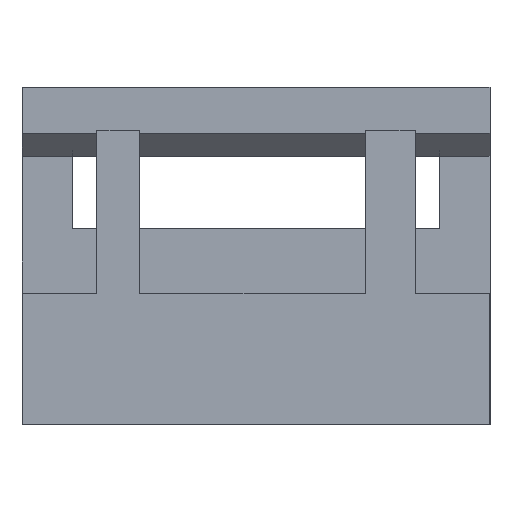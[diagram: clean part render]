
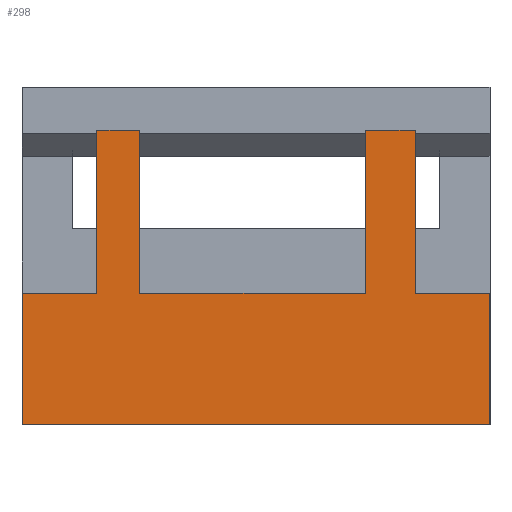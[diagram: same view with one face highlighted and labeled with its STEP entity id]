
A CAD part, left-side view. The second image highlights one B-rep face of the part: STEP entity #298.
In plain terms, the highlighted planar face has unit normal (-1, 0, 0).
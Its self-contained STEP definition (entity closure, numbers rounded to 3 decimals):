
#6 = EDGE_CURVE ( 'NONE', #218, #205, #322, .T. ) ;
#11 = VERTEX_POINT ( 'NONE', #939 ) ;
#15 = VECTOR ( 'NONE', #760, 1000. ) ;
#33 = VECTOR ( 'NONE', #1128, 1000. ) ;
#56 = CARTESIAN_POINT ( 'NONE',  ( -32.28, 8.89, 3. ) ) ;
#62 = ORIENTED_EDGE ( 'NONE', *, *, #155, .F. ) ;
#78 = DIRECTION ( 'NONE',  ( 0., 0., 1. ) ) ;
#101 = CARTESIAN_POINT ( 'NONE',  ( -32.28, 4.422, 3. ) ) ;
#110 = VECTOR ( 'NONE', #777, 1000. ) ;
#124 = CARTESIAN_POINT ( 'NONE',  ( -32.28, -8.89, -3.2 ) ) ;
#128 = VECTOR ( 'NONE', #622, 1000. ) ;
#131 = EDGE_CURVE ( 'NONE', #510, #216, #1125, .T. ) ;
#150 = CARTESIAN_POINT ( 'NONE',  ( -32.28, 6.05, -3.2 ) ) ;
#155 = EDGE_CURVE ( 'NONE', #11, #317, #430, .T. ) ;
#172 = CARTESIAN_POINT ( 'NONE',  ( -32.28, 8.89, -8.2 ) ) ;
#176 = CARTESIAN_POINT ( 'NONE',  ( -32.28, -4.158, -3.2 ) ) ;
#179 = VECTOR ( 'NONE', #522, 1000. ) ;
#191 = CARTESIAN_POINT ( 'NONE',  ( -32.28, -6.05, 3. ) ) ;
#205 = VERTEX_POINT ( 'NONE', #191 ) ;
#209 = PLANE ( 'NONE',  #789 ) ;
#210 = ORIENTED_EDGE ( 'NONE', *, *, #306, .T. ) ;
#216 = VERTEX_POINT ( 'NONE', #101 ) ;
#218 = VERTEX_POINT ( 'NONE', #701 ) ;
#220 = VECTOR ( 'NONE', #615, 1000. ) ;
#228 = VERTEX_POINT ( 'NONE', #889 ) ;
#258 = LINE ( 'NONE', #353, #33 ) ;
#259 = CARTESIAN_POINT ( 'NONE',  ( -32.28, 4.422, -3.2 ) ) ;
#275 = LINE ( 'NONE', #259, #128 ) ;
#298 = ADVANCED_FACE ( 'NONE', ( #985 ), #209, .F. ) ;
#306 = EDGE_CURVE ( 'NONE', #1110, #317, #820, .T. ) ;
#311 = CARTESIAN_POINT ( 'NONE',  ( -32.28, -8.89, -8.2 ) ) ;
#317 = VERTEX_POINT ( 'NONE', #124 ) ;
#322 = LINE ( 'NONE', #56, #551 ) ;
#333 = CARTESIAN_POINT ( 'NONE',  ( -32.28, 4.422, -12.595 ) ) ;
#353 = CARTESIAN_POINT ( 'NONE',  ( -32.28, 8.89, 3. ) ) ;
#384 = CARTESIAN_POINT ( 'NONE',  ( -32.28, -8.89, 3. ) ) ;
#398 = EDGE_LOOP ( 'NONE', ( #210, #62, #957, #692, #631, #880, #1029, #1015, #964, #829, #411, #486 ) ) ;
#402 = DIRECTION ( 'NONE',  ( 0., 0., 1. ) ) ;
#411 = ORIENTED_EDGE ( 'NONE', *, *, #915, .F. ) ;
#430 = LINE ( 'NONE', #780, #15 ) ;
#468 = LINE ( 'NONE', #814, #680 ) ;
#486 = ORIENTED_EDGE ( 'NONE', *, *, #847, .T. ) ;
#497 = VERTEX_POINT ( 'NONE', #931 ) ;
#510 = VERTEX_POINT ( 'NONE', #851 ) ;
#522 = DIRECTION ( 'NONE',  ( 0., -1., 0. ) ) ;
#526 = VERTEX_POINT ( 'NONE', #150 ) ;
#551 = VECTOR ( 'NONE', #691, 1000. ) ;
#555 = DIRECTION ( 'NONE',  ( 0., 0., 1. ) ) ;
#576 = EDGE_CURVE ( 'NONE', #510, #1061, #275, .T. ) ;
#611 = CARTESIAN_POINT ( 'NONE',  ( -32.28, 8.89, -3.2 ) ) ;
#615 = DIRECTION ( 'NONE',  ( 0., 0., 1. ) ) ;
#622 = DIRECTION ( 'NONE',  ( 0., -1., 0. ) ) ;
#631 = ORIENTED_EDGE ( 'NONE', *, *, #679, .F. ) ;
#679 = EDGE_CURVE ( 'NONE', #1061, #218, #468, .T. ) ;
#680 = VECTOR ( 'NONE', #555, 1000. ) ;
#681 = VECTOR ( 'NONE', #949, 1000. ) ;
#683 = LINE ( 'NONE', #773, #989 ) ;
#691 = DIRECTION ( 'NONE',  ( 0., -1., 0. ) ) ;
#692 = ORIENTED_EDGE ( 'NONE', *, *, #6, .F. ) ;
#697 = LINE ( 'NONE', #172, #110 ) ;
#701 = CARTESIAN_POINT ( 'NONE',  ( -32.28, -4.158, 3. ) ) ;
#703 = DIRECTION ( 'NONE',  ( 0., 0., 1. ) ) ;
#714 = VERTEX_POINT ( 'NONE', #1098 ) ;
#728 = CARTESIAN_POINT ( 'NONE',  ( -32.28, 8.89, 3. ) ) ;
#760 = DIRECTION ( 'NONE',  ( 0., -1., 0. ) ) ;
#773 = CARTESIAN_POINT ( 'NONE',  ( -32.28, -6.05, -12.595 ) ) ;
#777 = DIRECTION ( 'NONE',  ( 0., -1., 0. ) ) ;
#780 = CARTESIAN_POINT ( 'NONE',  ( -32.28, -6.05, -3.2 ) ) ;
#783 = LINE ( 'NONE', #611, #179 ) ;
#788 = VECTOR ( 'NONE', #703, 1000. ) ;
#789 = AXIS2_PLACEMENT_3D ( 'NONE', #728, #815, #918 ) ;
#802 = EDGE_CURVE ( 'NONE', #526, #714, #854, .T. ) ;
#814 = CARTESIAN_POINT ( 'NONE',  ( -32.28, -4.158, -12.595 ) ) ;
#815 = DIRECTION ( 'NONE',  ( 1., 0., 0. ) ) ;
#820 = LINE ( 'NONE', #384, #896 ) ;
#829 = ORIENTED_EDGE ( 'NONE', *, *, #912, .F. ) ;
#847 = EDGE_CURVE ( 'NONE', #228, #1110, #697, .T. ) ;
#851 = CARTESIAN_POINT ( 'NONE',  ( -32.28, 4.422, -3.2 ) ) ;
#854 = LINE ( 'NONE', #1137, #220 ) ;
#856 = EDGE_CURVE ( 'NONE', #11, #205, #683, .T. ) ;
#877 = EDGE_CURVE ( 'NONE', #714, #216, #258, .T. ) ;
#880 = ORIENTED_EDGE ( 'NONE', *, *, #576, .F. ) ;
#889 = CARTESIAN_POINT ( 'NONE',  ( -32.28, 8.89, -8.2 ) ) ;
#896 = VECTOR ( 'NONE', #402, 1000. ) ;
#912 = EDGE_CURVE ( 'NONE', #497, #526, #783, .T. ) ;
#915 = EDGE_CURVE ( 'NONE', #228, #497, #1146, .T. ) ;
#918 = DIRECTION ( 'NONE',  ( 0., 0., -1. ) ) ;
#931 = CARTESIAN_POINT ( 'NONE',  ( -32.28, 8.89, -3.2 ) ) ;
#939 = CARTESIAN_POINT ( 'NONE',  ( -32.28, -6.05, -3.2 ) ) ;
#941 = CARTESIAN_POINT ( 'NONE',  ( -32.28, 8.89, 3. ) ) ;
#949 = DIRECTION ( 'NONE',  ( 0., 0., 1. ) ) ;
#957 = ORIENTED_EDGE ( 'NONE', *, *, #856, .T. ) ;
#964 = ORIENTED_EDGE ( 'NONE', *, *, #802, .F. ) ;
#985 = FACE_OUTER_BOUND ( 'NONE', #398, .T. ) ;
#989 = VECTOR ( 'NONE', #78, 1000. ) ;
#1015 = ORIENTED_EDGE ( 'NONE', *, *, #877, .F. ) ;
#1029 = ORIENTED_EDGE ( 'NONE', *, *, #131, .T. ) ;
#1061 = VERTEX_POINT ( 'NONE', #176 ) ;
#1098 = CARTESIAN_POINT ( 'NONE',  ( -32.28, 6.05, 3. ) ) ;
#1110 = VERTEX_POINT ( 'NONE', #311 ) ;
#1125 = LINE ( 'NONE', #333, #681 ) ;
#1128 = DIRECTION ( 'NONE',  ( 0., -1., 0. ) ) ;
#1137 = CARTESIAN_POINT ( 'NONE',  ( -32.28, 6.05, -12.595 ) ) ;
#1146 = LINE ( 'NONE', #941, #788 ) ;
